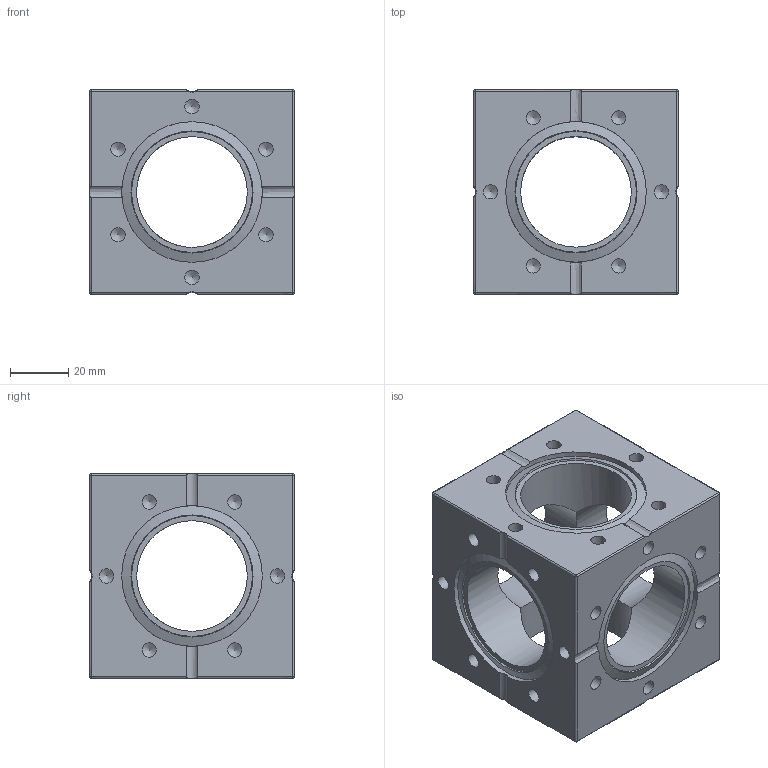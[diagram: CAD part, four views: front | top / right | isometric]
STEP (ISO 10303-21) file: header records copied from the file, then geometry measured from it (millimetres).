
FILE_DESCRIPTION((''),'2;1');
FILE_NAME('CUBE35.stp','2009-04-30T15:57:11',('hasers'),(''),'Autodesk Inventor 2008','Autodesk Inventor 2008','');
FILE_SCHEMA(('AUTOMOTIVE_DESIGN { 1 0 10303 214 1 1 1 1 }'));
Length unit declared in the file: millimetre
Products named in the file (1): CUBE35
Bounding box: 70.2 x 70.2 x 70.2 mm (x, y, z)
Volume: 172802.9 mm3; surface area: 41880.6 mm2
Topology: 1 solids, 1 shells, 160 faces, 436 edges, 266 vertices
Faces by surface type: cylinder 61, bspline 43, cone 30, plane 18, sphere 8
Full cylindrical faces by diameter (mm): 4.917 x18, 38 x6, 48.3 x6
Entity records: 5059 total; most frequent: CARTESIAN_POINT 2000, DIRECTION 618, ORIENTED_EDGE 532, AXIS2_PLACEMENT_3D 272, EDGE_CURVE 266, EDGE_LOOP 262, VERTEX_POINT 200, FACE_OUTER_BOUND 160
